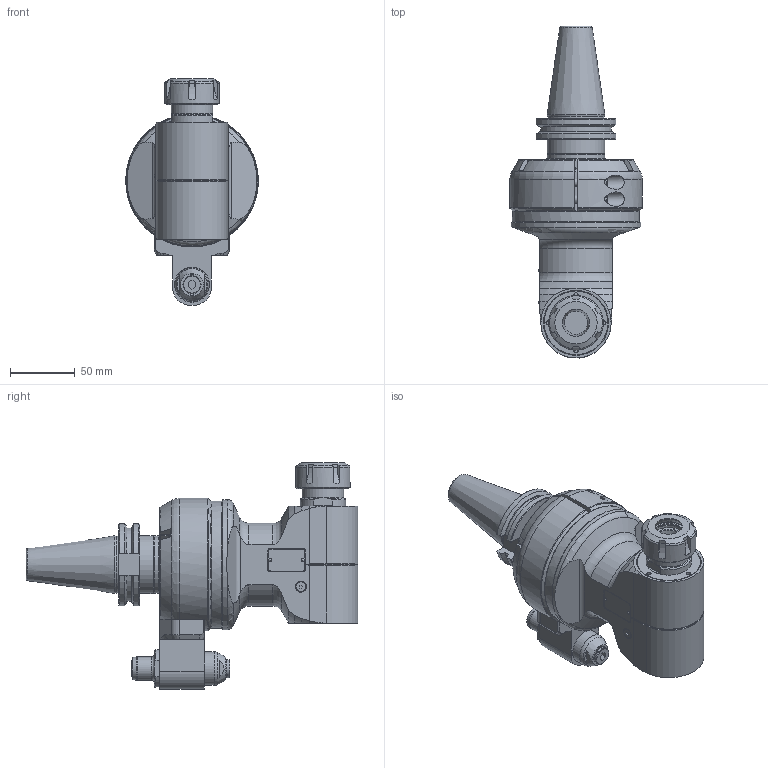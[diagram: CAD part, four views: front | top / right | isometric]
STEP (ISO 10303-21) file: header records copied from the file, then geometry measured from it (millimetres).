
FILE_DESCRIPTION(/* description */ (''),/* implementation_level */ '2;1');
FILE_NAME(/* name */ '9.F90.16S00-4C40.stp',/* time_stamp */ '2024-04-29T10:00:12-04:00',/* author */ ('jkrenzer'),/* organization */ (''),/* preprocessor_version */ 'ST-DEVELOPER v18.1',/* originating_system */ 'Autodesk Inventor 2022',/* authorisation */ '');
FILE_SCHEMA (('AUTOMOTIVE_DESIGN { 1 0 10303 214 3 1 1 }'));
Length unit declared in the file: millimetre
Products named in the file (3): 9.F90.16S00-4C40; 9_GA1_448_2  (Type 1, Cat40, 80mm); 9_F90_16S00
Assembly tree (2 placements, depth 2):
  9.F90.16S00-4C40
    9_GA1_448_2  (Type 1, Cat40, 80mm)
    9_F90_16S00
Bounding box: 102 x 255.35 x 174.5 mm (x, y, z)
Volume: 1003018.8 mm3; surface area: 174960.6 mm2
Topology: 26 solids, 37 shells, 788 faces, 1919 edges, 1249 vertices
Faces by surface type: plane 321, cylinder 217, cone 181, torus 52, sphere 10, bspline 7
Full cylindrical faces by diameter (mm): 2.5 x4, 2.6 x2, 3 x2, 3.2 x12, 3.3 x4, 4 x4, 4.2 x8, 5 x13, 6 x12, 6.5 x3, 6.75 x2, 7 x2, 8 x7, 8.5 x1, 8.821 x1, 9 x1, 9.2 x1, 9.4 x2, 9.525 x1, 10 x5, 10.25 x1, 10.4 x2, 11 x2, 12 x5, 12.5 x2, 12.8 x1, 13 x1, 13.376 x1, 14 x1, 16.281 x1
Entity records: 53772 total; most frequent: CARTESIAN_POINT 35251, DIRECTION 3923, ORIENTED_EDGE 3750, EDGE_CURVE 1886, AXIS2_PLACEMENT_3D 1564, VERTEX_POINT 1249, EDGE_LOOP 925, LINE 795
